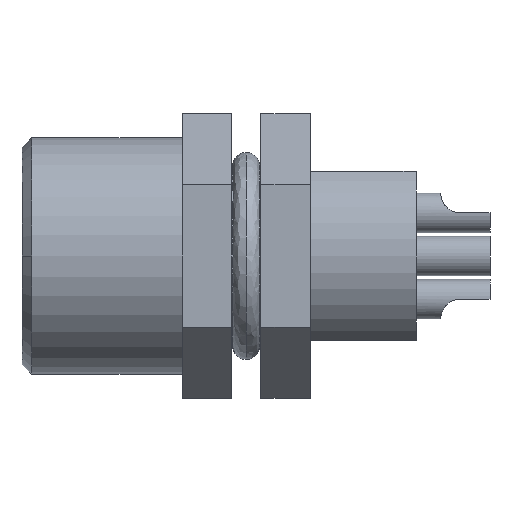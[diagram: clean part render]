
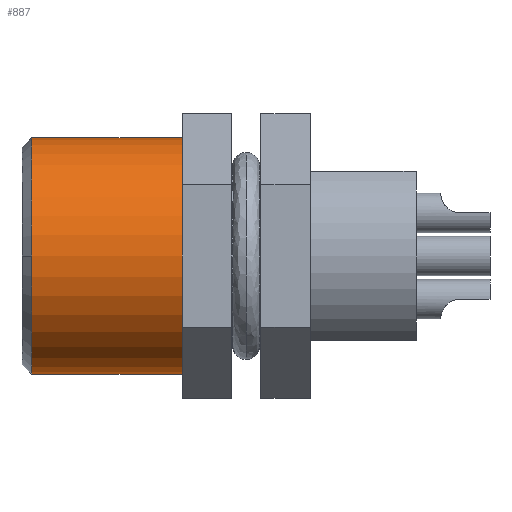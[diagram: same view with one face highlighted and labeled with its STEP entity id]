
A CAD part, front view. The second image highlights one B-rep face of the part: STEP entity #887.
In plain terms, the highlighted cylindrical face has radius 4.8 mm (diameter 9.6 mm), a partial arc.
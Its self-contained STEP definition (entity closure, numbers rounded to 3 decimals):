
#5 = AXIS2_PLACEMENT_3D ( 'NONE', #1602, #2006, #2406 ) ;
#45 = VECTOR ( 'NONE', #855, 1000. ) ;
#49 = LINE ( 'NONE', #843, #45 ) ;
#59 = CYLINDRICAL_SURFACE ( 'NONE', #1720, 4.8 ) ;
#65 = EDGE_CURVE ( 'NONE', #1130, #688, #620, .T. ) ;
#67 = FACE_OUTER_BOUND ( 'NONE', #1693, .T. ) ;
#620 = CIRCLE ( 'NONE', #2550, 4.8 ) ;
#663 = CARTESIAN_POINT ( 'NONE',  ( 6.5, 0., 0. ) ) ;
#688 = VERTEX_POINT ( 'NONE', #1022 ) ;
#722 = DIRECTION ( 'NONE',  ( 1., 0., 0. ) ) ;
#843 = CARTESIAN_POINT ( 'NONE',  ( 0.8, 0., -4.8 ) ) ;
#855 = DIRECTION ( 'NONE',  ( -1., 0., 0. ) ) ;
#863 = CARTESIAN_POINT ( 'NONE',  ( 6.5, 0., 4.8 ) ) ;
#871 = CARTESIAN_POINT ( 'NONE',  ( 0.8, 0., 0. ) ) ;
#887 = ADVANCED_FACE ( 'NONE', ( #67 ), #59, .T. ) ;
#900 = EDGE_CURVE ( 'NONE', #1044, #1426, #49, .T. ) ;
#935 = DIRECTION ( 'NONE',  ( 0., 0., 1. ) ) ;
#1022 = CARTESIAN_POINT ( 'NONE',  ( 0.4, -4.8, 0. ) ) ;
#1044 = VERTEX_POINT ( 'NONE', #2265 ) ;
#1079 = DIRECTION ( 'NONE',  ( 0., 0., 1. ) ) ;
#1101 = ORIENTED_EDGE ( 'NONE', *, *, #1928, .T. ) ;
#1113 = ORIENTED_EDGE ( 'NONE', *, *, #65, .T. ) ;
#1119 = ORIENTED_EDGE ( 'NONE', *, *, #2956, .T. ) ;
#1128 = ORIENTED_EDGE ( 'NONE', *, *, #2836, .T. ) ;
#1130 = VERTEX_POINT ( 'NONE', #2454 ) ;
#1137 = ORIENTED_EDGE ( 'NONE', *, *, #900, .F. ) ;
#1323 = LINE ( 'NONE', #1508, #2121 ) ;
#1426 = VERTEX_POINT ( 'NONE', #2232 ) ;
#1508 = CARTESIAN_POINT ( 'NONE',  ( 0.8, 0., 4.8 ) ) ;
#1558 = DIRECTION ( 'NONE',  ( -1., 0., 0. ) ) ;
#1593 = CIRCLE ( 'NONE', #5, 4.8 ) ;
#1602 = CARTESIAN_POINT ( 'NONE',  ( 0.4, 0., 0. ) ) ;
#1693 = EDGE_LOOP ( 'NONE', ( #1137, #1128, #1119, #1113, #1101 ) ) ;
#1714 = CIRCLE ( 'NONE', #1861, 4.8 ) ;
#1720 = AXIS2_PLACEMENT_3D ( 'NONE', #871, #1558, #1079 ) ;
#1861 = AXIS2_PLACEMENT_3D ( 'NONE', #663, #2277, #935 ) ;
#1928 = EDGE_CURVE ( 'NONE', #688, #1426, #1593, .T. ) ;
#2006 = DIRECTION ( 'NONE',  ( 1., 0., 0. ) ) ;
#2121 = VECTOR ( 'NONE', #2123, 1000. ) ;
#2123 = DIRECTION ( 'NONE',  ( -1., 0., 0. ) ) ;
#2130 = DIRECTION ( 'NONE',  ( 0., 0., 1. ) ) ;
#2232 = CARTESIAN_POINT ( 'NONE',  ( 0.4, 0., -4.8 ) ) ;
#2265 = CARTESIAN_POINT ( 'NONE',  ( 6.5, 0., -4.8 ) ) ;
#2277 = DIRECTION ( 'NONE',  ( -1., 0., 0. ) ) ;
#2311 = VERTEX_POINT ( 'NONE', #863 ) ;
#2325 = CARTESIAN_POINT ( 'NONE',  ( 0.4, 0., 0. ) ) ;
#2406 = DIRECTION ( 'NONE',  ( 0., 0., 1. ) ) ;
#2454 = CARTESIAN_POINT ( 'NONE',  ( 0.4, 0., 4.8 ) ) ;
#2550 = AXIS2_PLACEMENT_3D ( 'NONE', #2325, #722, #2130 ) ;
#2836 = EDGE_CURVE ( 'NONE', #1044, #2311, #1714, .T. ) ;
#2956 = EDGE_CURVE ( 'NONE', #2311, #1130, #1323, .T. ) ;
